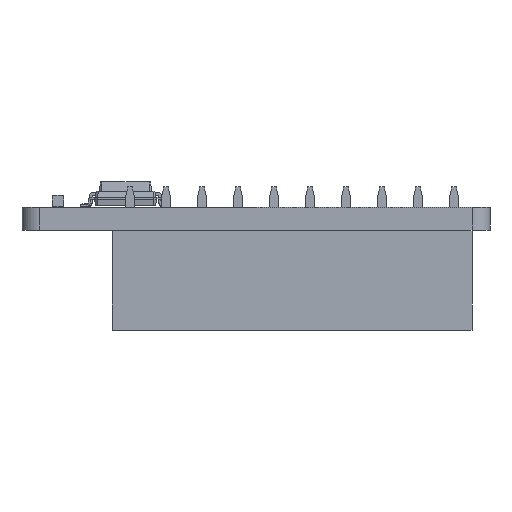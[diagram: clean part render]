
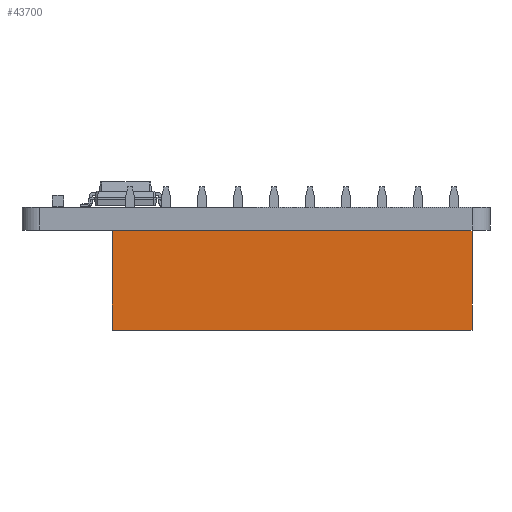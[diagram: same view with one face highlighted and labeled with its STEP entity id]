
A CAD part, left-side view. The second image highlights one B-rep face of the part: STEP entity #43700.
In plain terms, the highlighted face is planar.
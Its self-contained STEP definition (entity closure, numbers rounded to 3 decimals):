
#43700 = ADVANCED_FACE('',(#43701),#43715,.F.);
#43701 = FACE_BOUND('',#43702,.F.);
#43702 = EDGE_LOOP('',(#43703,#43738,#43766,#43794));
#43703 = ORIENTED_EDGE('',*,*,#43704,.T.);
#43704 = EDGE_CURVE('',#43705,#43707,#43709,.T.);
#43705 = VERTEX_POINT('',#43706);
#43706 = CARTESIAN_POINT('',(1.27,-24.13,0.));
#43707 = VERTEX_POINT('',#43708);
#43708 = CARTESIAN_POINT('',(1.27,-24.13,7.));
#43709 = SURFACE_CURVE('',#43710,(#43714,#43726),.PCURVE_S1.);
#43710 = LINE('',#43711,#43712);
#43711 = CARTESIAN_POINT('',(1.27,-24.13,0.));
#43712 = VECTOR('',#43713,1.);
#43713 = DIRECTION('',(0.,0.,1.));
#43714 = PCURVE('',#43715,#43720);
#43715 = PLANE('',#43716);
#43716 = AXIS2_PLACEMENT_3D('',#43717,#43718,#43719);
#43717 = CARTESIAN_POINT('',(1.27,-24.13,0.));
#43718 = DIRECTION('',(-1.,0.,0.));
#43719 = DIRECTION('',(0.,1.,0.));
#43720 = DEFINITIONAL_REPRESENTATION('',(#43721),#43725);
#43721 = LINE('',#43722,#43723);
#43722 = CARTESIAN_POINT('',(0.,0.));
#43723 = VECTOR('',#43724,1.);
#43724 = DIRECTION('',(0.,-1.));
#43725 = ( GEOMETRIC_REPRESENTATION_CONTEXT(2) 
PARAMETRIC_REPRESENTATION_CONTEXT() REPRESENTATION_CONTEXT('2D SPACE',''
  ) );
#43726 = PCURVE('',#43727,#43732);
#43727 = PLANE('',#43728);
#43728 = AXIS2_PLACEMENT_3D('',#43729,#43730,#43731);
#43729 = CARTESIAN_POINT('',(-1.27,-24.13,0.));
#43730 = DIRECTION('',(0.,1.,0.));
#43731 = DIRECTION('',(1.,0.,0.));
#43732 = DEFINITIONAL_REPRESENTATION('',(#43733),#43737);
#43733 = LINE('',#43734,#43735);
#43734 = CARTESIAN_POINT('',(2.54,0.));
#43735 = VECTOR('',#43736,1.);
#43736 = DIRECTION('',(0.,-1.));
#43737 = ( GEOMETRIC_REPRESENTATION_CONTEXT(2) 
PARAMETRIC_REPRESENTATION_CONTEXT() REPRESENTATION_CONTEXT('2D SPACE',''
  ) );
#43738 = ORIENTED_EDGE('',*,*,#43739,.T.);
#43739 = EDGE_CURVE('',#43707,#43740,#43742,.T.);
#43740 = VERTEX_POINT('',#43741);
#43741 = CARTESIAN_POINT('',(1.27,1.27,7.));
#43742 = SURFACE_CURVE('',#43743,(#43747,#43754),.PCURVE_S1.);
#43743 = LINE('',#43744,#43745);
#43744 = CARTESIAN_POINT('',(1.27,-24.13,7.));
#43745 = VECTOR('',#43746,1.);
#43746 = DIRECTION('',(0.,1.,0.));
#43747 = PCURVE('',#43715,#43748);
#43748 = DEFINITIONAL_REPRESENTATION('',(#43749),#43753);
#43749 = LINE('',#43750,#43751);
#43750 = CARTESIAN_POINT('',(0.,-7.));
#43751 = VECTOR('',#43752,1.);
#43752 = DIRECTION('',(1.,0.));
#43753 = ( GEOMETRIC_REPRESENTATION_CONTEXT(2) 
PARAMETRIC_REPRESENTATION_CONTEXT() REPRESENTATION_CONTEXT('2D SPACE',''
  ) );
#43754 = PCURVE('',#43755,#43760);
#43755 = PLANE('',#43756);
#43756 = AXIS2_PLACEMENT_3D('',#43757,#43758,#43759);
#43757 = CARTESIAN_POINT('',(1.27,-24.13,7.));
#43758 = DIRECTION('',(-0.,0.,-1.));
#43759 = DIRECTION('',(0.,-1.,-0.));
#43760 = DEFINITIONAL_REPRESENTATION('',(#43761),#43765);
#43761 = LINE('',#43762,#43763);
#43762 = CARTESIAN_POINT('',(0.,0.));
#43763 = VECTOR('',#43764,1.);
#43764 = DIRECTION('',(-1.,0.));
#43765 = ( GEOMETRIC_REPRESENTATION_CONTEXT(2) 
PARAMETRIC_REPRESENTATION_CONTEXT() REPRESENTATION_CONTEXT('2D SPACE',''
  ) );
#43766 = ORIENTED_EDGE('',*,*,#43767,.F.);
#43767 = EDGE_CURVE('',#43768,#43740,#43770,.T.);
#43768 = VERTEX_POINT('',#43769);
#43769 = CARTESIAN_POINT('',(1.27,1.27,0.));
#43770 = SURFACE_CURVE('',#43771,(#43775,#43782),.PCURVE_S1.);
#43771 = LINE('',#43772,#43773);
#43772 = CARTESIAN_POINT('',(1.27,1.27,0.));
#43773 = VECTOR('',#43774,1.);
#43774 = DIRECTION('',(0.,0.,1.));
#43775 = PCURVE('',#43715,#43776);
#43776 = DEFINITIONAL_REPRESENTATION('',(#43777),#43781);
#43777 = LINE('',#43778,#43779);
#43778 = CARTESIAN_POINT('',(25.4,0.));
#43779 = VECTOR('',#43780,1.);
#43780 = DIRECTION('',(0.,-1.));
#43781 = ( GEOMETRIC_REPRESENTATION_CONTEXT(2) 
PARAMETRIC_REPRESENTATION_CONTEXT() REPRESENTATION_CONTEXT('2D SPACE',''
  ) );
#43782 = PCURVE('',#43783,#43788);
#43783 = PLANE('',#43784);
#43784 = AXIS2_PLACEMENT_3D('',#43785,#43786,#43787);
#43785 = CARTESIAN_POINT('',(1.27,1.27,0.));
#43786 = DIRECTION('',(0.,-1.,0.));
#43787 = DIRECTION('',(-1.,0.,0.));
#43788 = DEFINITIONAL_REPRESENTATION('',(#43789),#43793);
#43789 = LINE('',#43790,#43791);
#43790 = CARTESIAN_POINT('',(0.,0.));
#43791 = VECTOR('',#43792,1.);
#43792 = DIRECTION('',(0.,-1.));
#43793 = ( GEOMETRIC_REPRESENTATION_CONTEXT(2) 
PARAMETRIC_REPRESENTATION_CONTEXT() REPRESENTATION_CONTEXT('2D SPACE',''
  ) );
#43794 = ORIENTED_EDGE('',*,*,#43795,.F.);
#43795 = EDGE_CURVE('',#43705,#43768,#43796,.T.);
#43796 = SURFACE_CURVE('',#43797,(#43801,#43808),.PCURVE_S1.);
#43797 = LINE('',#43798,#43799);
#43798 = CARTESIAN_POINT('',(1.27,-24.13,0.));
#43799 = VECTOR('',#43800,1.);
#43800 = DIRECTION('',(0.,1.,0.));
#43801 = PCURVE('',#43715,#43802);
#43802 = DEFINITIONAL_REPRESENTATION('',(#43803),#43807);
#43803 = LINE('',#43804,#43805);
#43804 = CARTESIAN_POINT('',(0.,0.));
#43805 = VECTOR('',#43806,1.);
#43806 = DIRECTION('',(1.,0.));
#43807 = ( GEOMETRIC_REPRESENTATION_CONTEXT(2) 
PARAMETRIC_REPRESENTATION_CONTEXT() REPRESENTATION_CONTEXT('2D SPACE',''
  ) );
#43808 = PCURVE('',#43809,#43814);
#43809 = PLANE('',#43810);
#43810 = AXIS2_PLACEMENT_3D('',#43811,#43812,#43813);
#43811 = CARTESIAN_POINT('',(1.27,-24.13,0.));
#43812 = DIRECTION('',(-0.,0.,-1.));
#43813 = DIRECTION('',(0.,-1.,-0.));
#43814 = DEFINITIONAL_REPRESENTATION('',(#43815),#43819);
#43815 = LINE('',#43816,#43817);
#43816 = CARTESIAN_POINT('',(0.,0.));
#43817 = VECTOR('',#43818,1.);
#43818 = DIRECTION('',(-1.,0.));
#43819 = ( GEOMETRIC_REPRESENTATION_CONTEXT(2) 
PARAMETRIC_REPRESENTATION_CONTEXT() REPRESENTATION_CONTEXT('2D SPACE',''
  ) );
